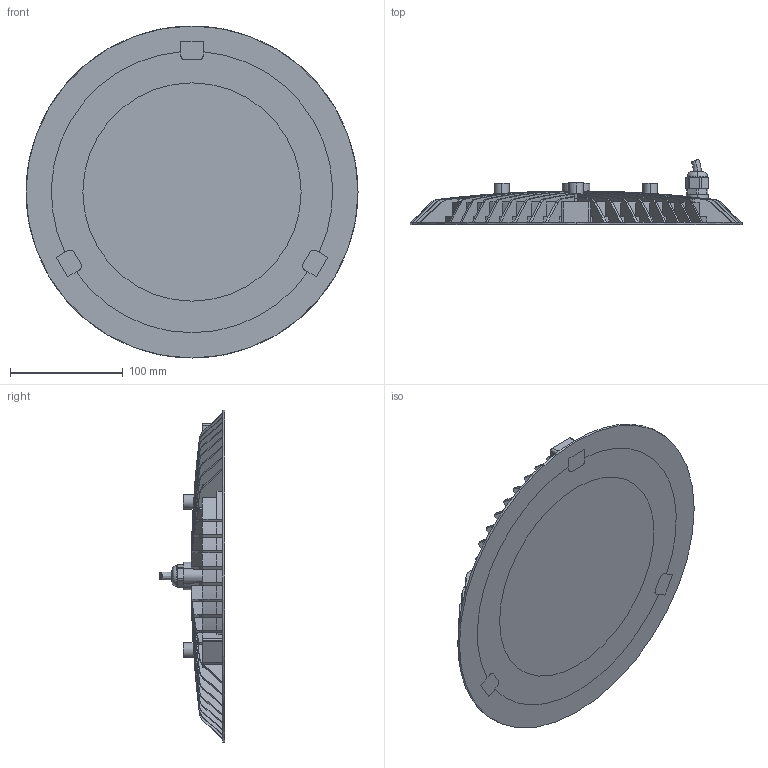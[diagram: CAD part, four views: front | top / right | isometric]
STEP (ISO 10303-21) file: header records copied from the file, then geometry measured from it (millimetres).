
FILE_DESCRIPTION (( 'STEP AP214' ), '1' );
FILE_NAME ('Ñâåòèëüíèê ñâåòîäèîäíûé ÄÑÏ-1102 150Âò 6500Ê IP65 EKF PROxima (HIL-1102-150-6500).STEP', '2022-06-08T06:43:26', ( '' ), ( '' ), 'SwSTEP 2.0', 'SolidWorks 2021', '' );
FILE_SCHEMA (( 'AUTOMOTIVE_DESIGN' ));
Length unit declared in the file: millimetre
Products named in the file (1): Ñâåòèëüíèê ñâåòîäèîäíûé ÄÑÏ-1102 150Âò 6500Ê IP65 EKF PROxima (HIL-1102-150-6500)
Bounding box: 295 x 58.35 x 295 mm (x, y, z)
Volume: 1085747.9 mm3; surface area: 239491.4 mm2
Topology: 1 solids, 1 shells, 692 faces, 2010 edges, 1320 vertices
Faces by surface type: plane 404, cylinder 158, cone 68, torus 50, sphere 10, bspline 2
Entity records: 24054 total; most frequent: CARTESIAN_POINT 5479, ORIENTED_EDGE 4000, DIRECTION 3836, EDGE_CURVE 2000, AXIS2_PLACEMENT_3D 1395, VERTEX_POINT 1320, LINE 1046, VECTOR 1046
